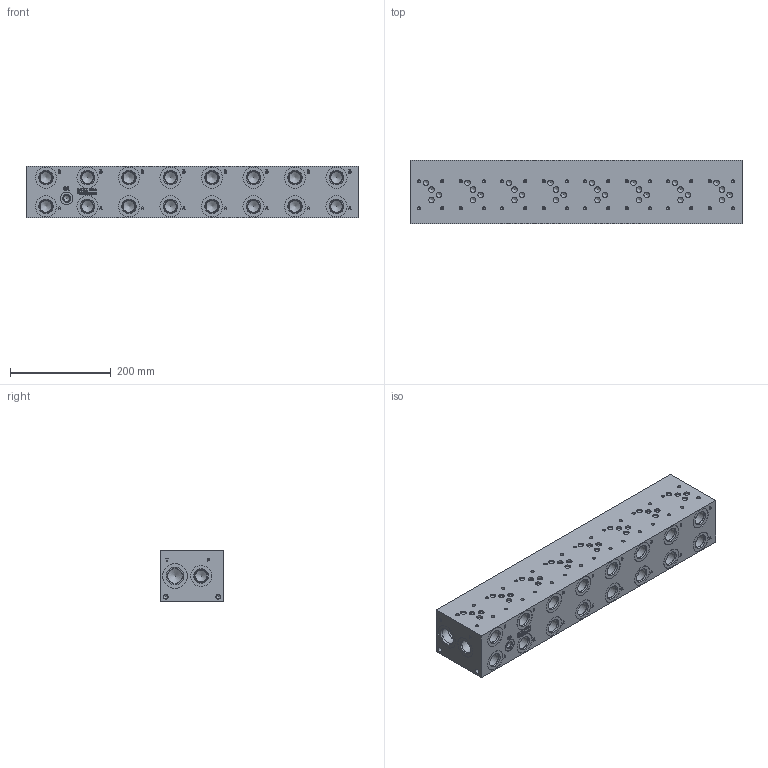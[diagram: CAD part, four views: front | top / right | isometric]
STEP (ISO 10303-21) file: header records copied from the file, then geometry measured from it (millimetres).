
FILE_DESCRIPTION(/* description */ (''),/* implementation_level */ '2;1');
FILE_NAME(/* name */ '_D05HP083S.stp',/* time_stamp */ '2022-10-19T16:49:03-04:00',/* author */ ('mikeh'),/* organization */ (''),/* preprocessor_version */ 'ST-DEVELOPER v18',/* originating_system */ 'Autodesk Inventor 2020',/* authorisation */ '');
FILE_SCHEMA (('AUTOMOTIVE_DESIGN { 1 0 10303 214 3 1 1 }'));
Length unit declared in the file: millimetre
Products named in the file (1): Part_AD05HP083S_3D
Bounding box: 660.4 x 127 x 101.6 mm (x, y, z)
Volume: 8091853.5 mm3; surface area: 402638.2 mm2
Topology: 1 solids, 1 shells, 1188 faces, 3238 edges, 2207 vertices
Faces by surface type: plane 567, bspline 257, cylinder 210, cone 154
Full cylindrical faces by diameter (mm): 5.105 x32, 6.35 x32, 7.925 x4, 9.525 x4, 11.113 x2, 11.125 x30, 12.294 x1, 12.9 x1, 14.275 x1, 14.529 x1, 23.012 x18, 24.917 x18, 25.019 x1, 26.99 x2, 27 x16, 27.432 x18, 28.575 x2, 31.267 x2, 33.34 x1, 33.35 x1, 33.757 x2, 35.509 x1, 42.037 x18, 49.124 x2
Entity records: 39531 total; most frequent: CARTESIAN_POINT 9886, ORIENTED_EDGE 6298, DIRECTION 5283, EDGE_CURVE 3149, VERTEX_POINT 2207, LINE 1851, VECTOR 1851, AXIS2_PLACEMENT_3D 1716
